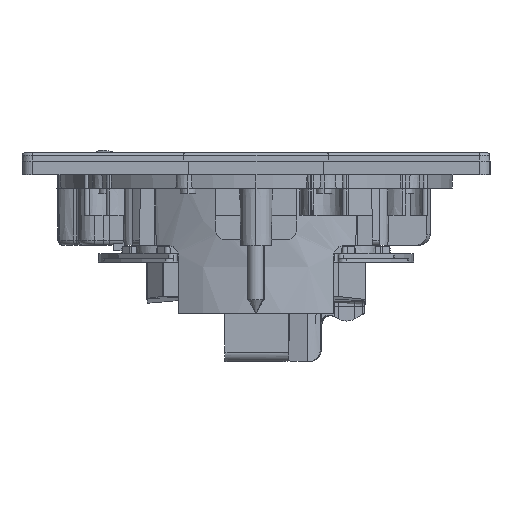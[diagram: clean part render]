
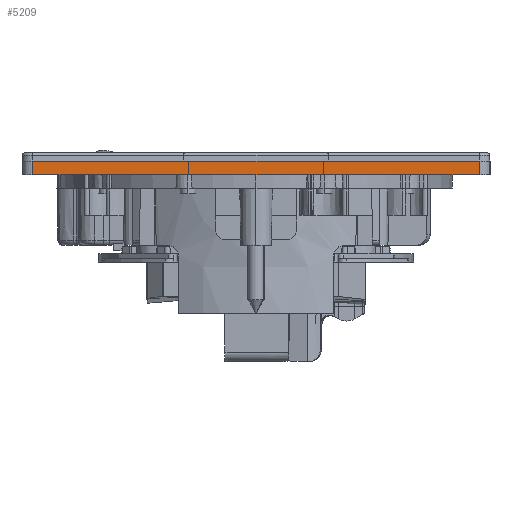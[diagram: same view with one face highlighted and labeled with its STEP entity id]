
A CAD part, left-side view. The second image highlights one B-rep face of the part: STEP entity #5209.
In plain terms, the highlighted planar face has unit normal (1, 0, 0).
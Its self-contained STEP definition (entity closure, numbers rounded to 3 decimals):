
#5194=AXIS2_PLACEMENT_3D('Plane Axis2P3D',#5191,#5192,#5193) ;
#272=CARTESIAN_POINT('Vertex',(-43.,41.,-2.5)) ;
#275=CARTESIAN_POINT('Line Origine',(-43.,26.696,-2.5)) ;
#279=CARTESIAN_POINT('Vertex',(-43.,12.392,-2.5)) ;
#282=CARTESIAN_POINT('Line Origine',(-43.,0.,-2.5)) ;
#286=CARTESIAN_POINT('Vertex',(-43.,-12.392,-2.5)) ;
#289=CARTESIAN_POINT('Line Origine',(-43.,-26.696,-2.5)) ;
#293=CARTESIAN_POINT('Vertex',(-43.,-41.,-2.5)) ;
#417=CARTESIAN_POINT('Vertex',(-43.,41.,0.)) ;
#448=CARTESIAN_POINT('Vertex',(-43.,-41.,0.)) ;
#453=CARTESIAN_POINT('Line Origine',(-43.,0.,0.)) ;
#5179=CARTESIAN_POINT('Line Origine',(-43.,41.,-1.761)) ;
#5191=CARTESIAN_POINT('Axis2P3D Location',(-43.,41.,0.)) ;
#5196=CARTESIAN_POINT('Line Origine',(-43.,-41.,-1.25)) ;
#276=DIRECTION('Vector Direction',(0.,-1.,0.)) ;
#283=DIRECTION('Vector Direction',(0.,-1.,0.)) ;
#290=DIRECTION('Vector Direction',(0.,-1.,0.)) ;
#454=DIRECTION('Vector Direction',(0.,-1.,0.)) ;
#5180=DIRECTION('Vector Direction',(0.,0.,1.)) ;
#5192=DIRECTION('Axis2P3D Direction',(1.,0.,0.)) ;
#5193=DIRECTION('Axis2P3D XDirection',(0.,-1.,0.)) ;
#5197=DIRECTION('Vector Direction',(0.,0.,-1.)) ;
#277=VECTOR('Line Direction',#276,1.) ;
#284=VECTOR('Line Direction',#283,1.) ;
#291=VECTOR('Line Direction',#290,1.) ;
#455=VECTOR('Line Direction',#454,1.) ;
#5181=VECTOR('Line Direction',#5180,1.) ;
#5198=VECTOR('Line Direction',#5197,1.) ;
#5202=ORIENTED_EDGE('',*,*,#5183,.F.) ;
#5203=ORIENTED_EDGE('',*,*,#457,.T.) ;
#5204=ORIENTED_EDGE('',*,*,#5200,.T.) ;
#5205=ORIENTED_EDGE('',*,*,#295,.F.) ;
#5206=ORIENTED_EDGE('',*,*,#288,.F.) ;
#5207=ORIENTED_EDGE('',*,*,#281,.F.) ;
#5209=ADVANCED_FACE('Surface.1',(#5208),#5195,.T.) ;
#281=EDGE_CURVE('',#273,#280,#278,.T.) ;
#288=EDGE_CURVE('',#280,#287,#285,.T.) ;
#295=EDGE_CURVE('',#287,#294,#292,.T.) ;
#457=EDGE_CURVE('',#418,#449,#456,.T.) ;
#5183=EDGE_CURVE('',#418,#273,#5182,.F.) ;
#5200=EDGE_CURVE('',#449,#294,#5199,.T.) ;
#5201=EDGE_LOOP('',(#5202,#5203,#5204,#5205,#5206,#5207)) ;
#5208=FACE_OUTER_BOUND('',#5201,.T.) ;
#278=LINE('Line',#275,#277) ;
#285=LINE('Line',#282,#284) ;
#292=LINE('Line',#289,#291) ;
#456=LINE('Line',#453,#455) ;
#5182=LINE('Line',#5179,#5181) ;
#5199=LINE('Line',#5196,#5198) ;
#5195=PLANE('',#5194) ;
#273=VERTEX_POINT('',#272) ;
#280=VERTEX_POINT('',#279) ;
#287=VERTEX_POINT('',#286) ;
#294=VERTEX_POINT('',#293) ;
#418=VERTEX_POINT('',#417) ;
#449=VERTEX_POINT('',#448) ;
